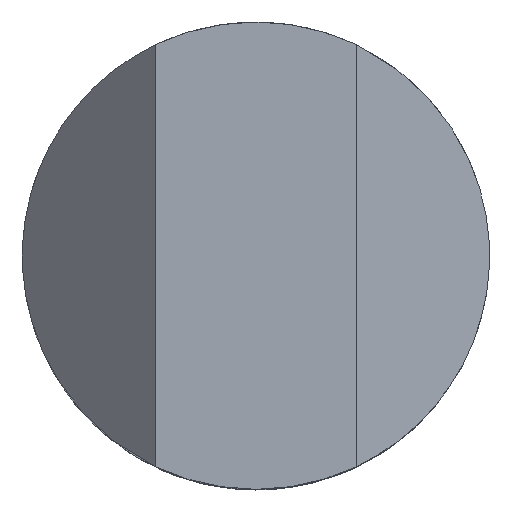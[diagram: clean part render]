
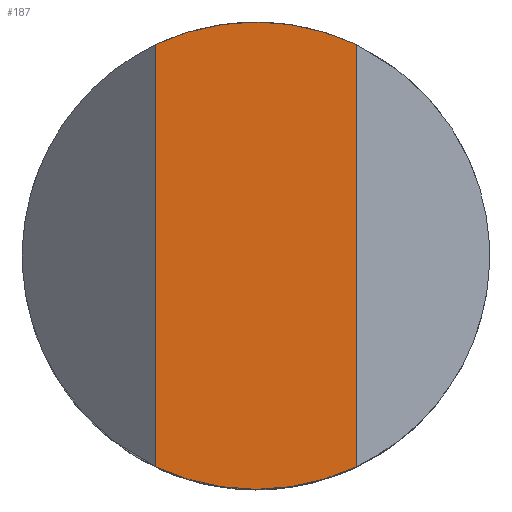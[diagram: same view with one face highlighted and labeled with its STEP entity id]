
A CAD part, top view. The second image highlights one B-rep face of the part: STEP entity #187.
In plain terms, the highlighted planar face has unit normal (0, 0, 1).
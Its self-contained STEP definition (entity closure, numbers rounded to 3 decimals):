
#29=CIRCLE('',#206,7.);
#30=CIRCLE('',#207,7.);
#40=FACE_OUTER_BOUND('',#52,.T.);
#52=EDGE_LOOP('',(#143,#144,#145,#146));
#65=LINE('',#279,#75);
#66=LINE('',#284,#76);
#75=VECTOR('',#224,12.649);
#76=VECTOR('',#229,12.649);
#87=VERTEX_POINT('',#276);
#88=VERTEX_POINT('',#277);
#89=VERTEX_POINT('',#281);
#90=VERTEX_POINT('',#282);
#105=EDGE_CURVE('',#88,#87,#65,.T.);
#107=EDGE_CURVE('',#90,#89,#66,.T.);
#118=EDGE_CURVE('',#90,#87,#29,.T.);
#119=EDGE_CURVE('',#88,#89,#30,.T.);
#143=ORIENTED_EDGE('',*,*,#105,.T.);
#144=ORIENTED_EDGE('',*,*,#118,.F.);
#145=ORIENTED_EDGE('',*,*,#107,.T.);
#146=ORIENTED_EDGE('',*,*,#119,.F.);
#178=PLANE('',#205);
#187=ADVANCED_FACE('',(#40),#178,.F.);
#205=AXIS2_PLACEMENT_3D('',#306,#248,#249);
#206=AXIS2_PLACEMENT_3D('',#307,#250,#251);
#207=AXIS2_PLACEMENT_3D('',#308,#252,#253);
#224=DIRECTION('',(0.,1.,0.));
#229=DIRECTION('',(0.,-1.,0.));
#248=DIRECTION('center_axis',(0.,0.,-1.));
#249=DIRECTION('ref_axis',(-1.,0.,0.));
#250=DIRECTION('center_axis',(0.,0.,-1.));
#251=DIRECTION('ref_axis',(-1.,0.,0.));
#252=DIRECTION('center_axis',(0.,0.,-1.));
#253=DIRECTION('ref_axis',(-1.,0.,0.));
#276=CARTESIAN_POINT('',(3.,6.325,6.5));
#277=CARTESIAN_POINT('',(3.,-6.325,6.5));
#279=CARTESIAN_POINT('',(3.,-3.5,6.5));
#281=CARTESIAN_POINT('',(-3.,-6.325,6.5));
#282=CARTESIAN_POINT('',(-3.,6.325,6.5));
#284=CARTESIAN_POINT('',(-3.,-3.5,6.5));
#306=CARTESIAN_POINT('Origin',(0.,0.,6.5));
#307=CARTESIAN_POINT('Origin',(0.,0.,6.5));
#308=CARTESIAN_POINT('Origin',(0.,0.,6.5));
